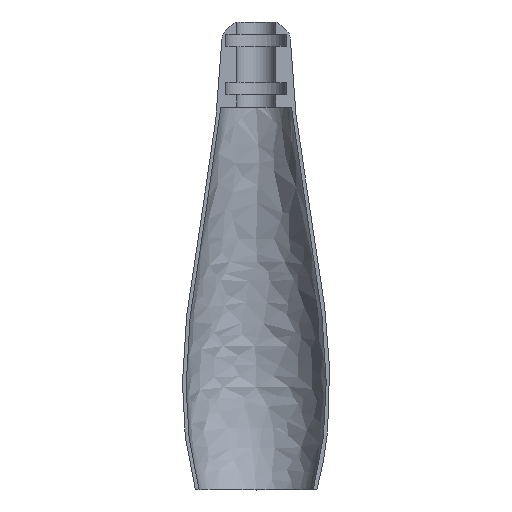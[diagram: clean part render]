
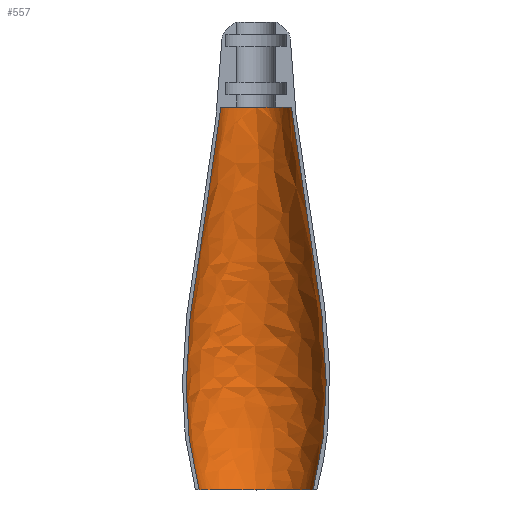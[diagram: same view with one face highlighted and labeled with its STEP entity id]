
A CAD part, top view. The second image highlights one B-rep face of the part: STEP entity #557.
In plain terms, the highlighted free-form (B-spline) face has degree [3, 3] with [4, 4] control points.
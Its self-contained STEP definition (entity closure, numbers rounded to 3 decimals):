
#20 = CARTESIAN_POINT ( 'NONE',  ( -41.199, -146.706, 0. ) ) ;
#30 = EDGE_CURVE ( 'NONE', #456, #516, #200, .T. ) ;
#37 = CARTESIAN_POINT ( 'NONE',  ( -47., -350., 0. ) ) ;
#50 = CARTESIAN_POINT ( 'NONE',  ( 0., -35., 0. ) ) ;
#52 = EDGE_CURVE ( 'NONE', #217, #456, #198, .T. ) ;
#82 = EDGE_CURVE ( 'NONE', #172, #217, #301, .T. ) ;
#86 = CARTESIAN_POINT ( 'NONE',  ( -47., -350., 0. ) ) ;
#102 = CARTESIAN_POINT ( 'NONE',  ( -47., -350., -94. ) ) ;
#140 = CARTESIAN_POINT ( 'NONE',  ( 47., -350., -94. ) ) ;
#141 = CARTESIAN_POINT ( 'NONE',  ( -29.067, -35., 0. ) ) ;
#142 = CARTESIAN_POINT ( 'NONE',  ( 29.067, -35., 0. ) ) ;
#172 = VERTEX_POINT ( 'NONE', #423 ) ;
#177 = CARTESIAN_POINT ( 'NONE',  ( -29.067, -35., -58.134 ) ) ;
#184 = DIRECTION ( 'NONE',  ( 0., 1., 0. ) ) ;
#186 = DIRECTION ( 'NONE',  ( -1., 0., 0. ) ) ;
#198 = CIRCLE ( 'NONE', #642, 29.067 ) ;
#200 = B_SPLINE_CURVE_WITH_KNOTS ( 'NONE', 3,
 ( #472, #20, #381, #37 ),
 .UNSPECIFIED., .F., .F.,
 ( 4, 4 ),
 ( 0., 0.83 ),
 .UNSPECIFIED. ) ;
#206 = CARTESIAN_POINT ( 'NONE',  ( 47., -350., 0. ) ) ;
#207 = CARTESIAN_POINT ( 'NONE',  ( 74.627, -246.893, 0. ) ) ;
#209 = CARTESIAN_POINT ( 'NONE',  ( 0., -350., 0. ) ) ;
#217 = VERTEX_POINT ( 'NONE', #142 ) ;
#221 = CARTESIAN_POINT ( 'NONE',  ( 74.627, -246.893, -149.255 ) ) ;
#224 = CARTESIAN_POINT ( 'NONE',  ( 47., -350., 0. ) ) ;
#231 = CARTESIAN_POINT ( 'NONE',  ( -74.627, -246.893, -149.255 ) ) ;
#234 = CARTESIAN_POINT ( 'NONE',  ( -74.627, -246.893, 0. ) ) ;
#238 = CARTESIAN_POINT ( 'NONE',  ( 41.199, -146.706, 0. ) ) ;
#253 = CARTESIAN_POINT ( 'NONE',  ( 41.199, -146.706, -82.399 ) ) ;
#258 = ORIENTED_EDGE ( 'NONE', *, *, #30, .T. ) ;
#301 = B_SPLINE_CURVE_WITH_KNOTS ( 'NONE', 3,
 ( #206, #463, #335, #633 ),
 .UNSPECIFIED., .F., .F.,
 ( 4, 4 ),
 ( 0., 0.83 ),
 .UNSPECIFIED. ) ;
#320 = ORIENTED_EDGE ( 'NONE', *, *, #52, .T. ) ;
#335 = CARTESIAN_POINT ( 'NONE',  ( 41.199, -146.706, 0. ) ) ;
#338 = EDGE_LOOP ( 'NONE', ( #634, #407, #320, #258 ) ) ;
#354 = CARTESIAN_POINT ( 'NONE',  ( -29.067, -35., 0. ) ) ;
#381 = CARTESIAN_POINT ( 'NONE',  ( -74.627, -246.893, 0. ) ) ;
#383 = DIRECTION ( 'NONE',  ( 0., 1., 0. ) ) ;
#399 = CARTESIAN_POINT ( 'NONE',  ( 29.067, -35., -58.134 ) ) ;
#407 = ORIENTED_EDGE ( 'NONE', *, *, #82, .T. ) ;
#422 = AXIS2_PLACEMENT_3D ( 'NONE', #209, #383, #186 ) ;
#423 = CARTESIAN_POINT ( 'NONE',  ( 47., -350., 0. ) ) ;
#431 = CARTESIAN_POINT ( 'NONE',  ( -41.199, -146.706, -82.399 ) ) ;
#434 = CARTESIAN_POINT ( 'NONE',  ( -41.199, -146.706, 0. ) ) ;
#449 = FACE_OUTER_BOUND ( 'NONE', #338, .T. ) ;
#451 = CARTESIAN_POINT ( 'NONE',  ( 29.067, -35., 0. ) ) ;
#456 = VERTEX_POINT ( 'NONE', #354 ) ;
#463 = CARTESIAN_POINT ( 'NONE',  ( 74.627, -246.893, 0. ) ) ;
#464 = EDGE_CURVE ( 'NONE', #172, #516, #538, .T. ) ;
#472 = CARTESIAN_POINT ( 'NONE',  ( -29.067, -35., 0. ) ) ;
#486 = CARTESIAN_POINT ( 'NONE',  ( -47., -350., 0. ) ) ;
#516 = VERTEX_POINT ( 'NONE', #486 ) ;
#538 = CIRCLE ( 'NONE', #422, 47. ) ;
#545 =( BOUNDED_SURFACE ( )  B_SPLINE_SURFACE ( 3, 3, ( 
 ( #224, #140, #102, #86 ),
 ( #207, #221, #231, #234 ),
 ( #238, #253, #431, #434 ),
 ( #451, #399, #177, #141 ) ),
 .UNSPECIFIED., .F., .F., .T. ) 
 B_SPLINE_SURFACE_WITH_KNOTS ( ( 4, 4 ),
 ( 4, 4 ),
 ( 0., 0.83 ),
 ( 0., 1. ),
 .UNSPECIFIED. ) 
 GEOMETRIC_REPRESENTATION_ITEM ( )  RATIONAL_B_SPLINE_SURFACE ( (
 ( 1., 0.333, 0.333, 1.),
 ( 1., 0.333, 0.333, 1.),
 ( 1., 0.333, 0.333, 1.),
 ( 1., 0.333, 0.333, 1.) ) ) 
 REPRESENTATION_ITEM ( '' )  SURFACE ( )  );
#557 = ADVANCED_FACE ( 'NONE', ( #449 ), #545, .T. ) ;
#633 = CARTESIAN_POINT ( 'NONE',  ( 29.067, -35., 0. ) ) ;
#634 = ORIENTED_EDGE ( 'NONE', *, *, #464, .F. ) ;
#639 = DIRECTION ( 'NONE',  ( -1., 0., 0. ) ) ;
#642 = AXIS2_PLACEMENT_3D ( 'NONE', #50, #184, #639 ) ;
